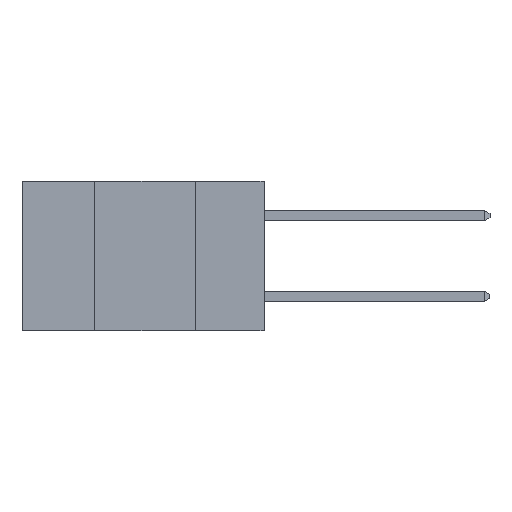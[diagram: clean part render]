
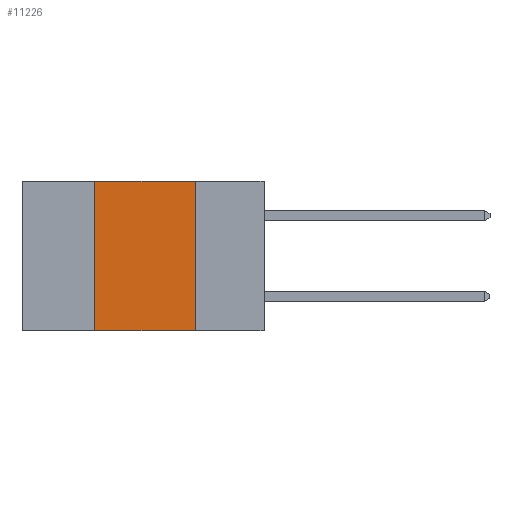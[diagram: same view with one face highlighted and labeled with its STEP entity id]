
A CAD part, left-side view. The second image highlights one B-rep face of the part: STEP entity #11226.
In plain terms, the highlighted planar face has unit normal (-1, 0, 0).
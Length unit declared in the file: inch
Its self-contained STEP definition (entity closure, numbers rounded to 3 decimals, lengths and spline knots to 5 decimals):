
#41 = VERTEX_POINT ( 'NONE', #11047 ) ;
#220 = FACE_OUTER_BOUND ( 'NONE', #11029, .T. ) ;
#856 = CARTESIAN_POINT ( 'NONE',  ( 0., 0.42, 0. ) ) ;
#941 = VERTEX_POINT ( 'NONE', #7561 ) ;
#1117 = CARTESIAN_POINT ( 'NONE',  ( 0., 0.17, -0.37 ) ) ;
#1312 = CARTESIAN_POINT ( 'NONE',  ( 0., 0.6, 0. ) ) ;
#1731 = ORIENTED_EDGE ( 'NONE', *, *, #8313, .F. ) ;
#2037 = VERTEX_POINT ( 'NONE', #2359 ) ;
#2172 = DIRECTION ( 'NONE',  ( 0., 0., -1. ) ) ;
#2359 = CARTESIAN_POINT ( 'NONE',  ( 0., 0.42, -0.37 ) ) ;
#2600 = EDGE_CURVE ( 'NONE', #2037, #11068, #7301, .T. ) ;
#2817 = VECTOR ( 'NONE', #9196, 39.37008 ) ;
#3159 = CARTESIAN_POINT ( 'NONE',  ( 0., 0.6, -0.37 ) ) ;
#4617 = EDGE_CURVE ( 'NONE', #941, #41, #5463, .T. ) ;
#4893 = PLANE ( 'NONE',  #6281 ) ;
#4989 = VECTOR ( 'NONE', #6361, 39.37008 ) ;
#5002 = LINE ( 'NONE', #8304, #7318 ) ;
#5463 = LINE ( 'NONE', #9212, #2817 ) ;
#5756 = DIRECTION ( 'NONE',  ( 0., 0., -1. ) ) ;
#5865 = ORIENTED_EDGE ( 'NONE', *, *, #9940, .F. ) ;
#6192 = DIRECTION ( 'NONE',  ( 0., 0., 1. ) ) ;
#6281 = AXIS2_PLACEMENT_3D ( 'NONE', #1312, #10984, #5756 ) ;
#6361 = DIRECTION ( 'NONE',  ( 0., -1., 0. ) ) ;
#7301 = LINE ( 'NONE', #3159, #4989 ) ;
#7318 = VECTOR ( 'NONE', #2172, 39.37008 ) ;
#7426 = VECTOR ( 'NONE', #6192, 39.37008 ) ;
#7501 = ORIENTED_EDGE ( 'NONE', *, *, #2600, .T. ) ;
#7561 = CARTESIAN_POINT ( 'NONE',  ( 0., 0.42, 0. ) ) ;
#7706 = LINE ( 'NONE', #856, #7426 ) ;
#8304 = CARTESIAN_POINT ( 'NONE',  ( 0., 0.17, 0. ) ) ;
#8313 = EDGE_CURVE ( 'NONE', #2037, #941, #7706, .T. ) ;
#9196 = DIRECTION ( 'NONE',  ( 0., -1., 0. ) ) ;
#9212 = CARTESIAN_POINT ( 'NONE',  ( 0., 0.6, 0. ) ) ;
#9940 = EDGE_CURVE ( 'NONE', #41, #11068, #5002, .T. ) ;
#10984 = DIRECTION ( 'NONE',  ( 1., 0., 0. ) ) ;
#11029 = EDGE_LOOP ( 'NONE', ( #5865, #11052, #1731, #7501 ) ) ;
#11047 = CARTESIAN_POINT ( 'NONE',  ( 0., 0.17, 0. ) ) ;
#11052 = ORIENTED_EDGE ( 'NONE', *, *, #4617, .F. ) ;
#11068 = VERTEX_POINT ( 'NONE', #1117 ) ;
#11226 = ADVANCED_FACE ( 'NONE', ( #220 ), #4893, .F. ) ;
